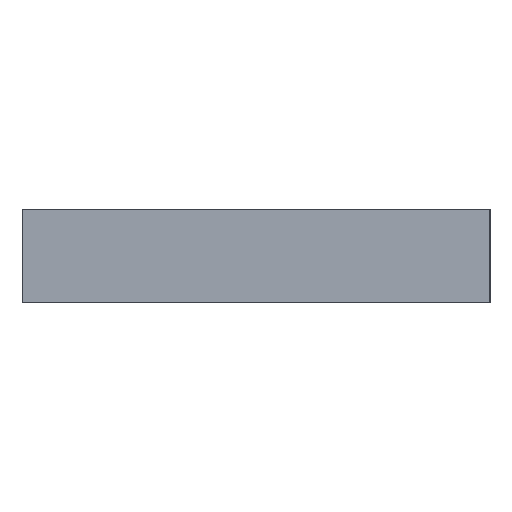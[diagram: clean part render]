
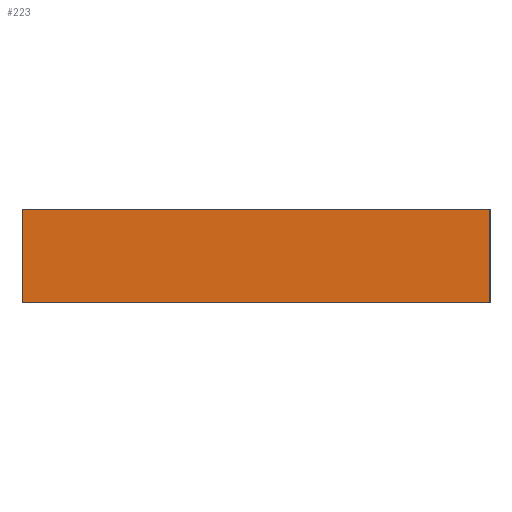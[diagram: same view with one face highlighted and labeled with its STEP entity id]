
A CAD part, left-side view. The second image highlights one B-rep face of the part: STEP entity #223.
In plain terms, the highlighted planar face has unit normal (-1, 0, 0).
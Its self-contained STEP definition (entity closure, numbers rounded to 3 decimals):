
#28=PLANE('',#260);
#41=FACE_OUTER_BOUND('',#56,.T.);
#56=EDGE_LOOP('',(#190,#191,#192,#193));
#71=LINE('',#366,#88);
#79=LINE('',#381,#96);
#80=LINE('',#383,#97);
#81=LINE('',#384,#98);
#88=VECTOR('',#307,10.);
#96=VECTOR('',#319,10.);
#97=VECTOR('',#322,10.);
#98=VECTOR('',#323,10.);
#120=VERTEX_POINT('',#363);
#121=VERTEX_POINT('',#365);
#125=VERTEX_POINT('',#377);
#126=VERTEX_POINT('',#379);
#143=EDGE_CURVE('',#120,#121,#71,.T.);
#151=EDGE_CURVE('',#125,#126,#79,.T.);
#152=EDGE_CURVE('',#120,#125,#80,.T.);
#153=EDGE_CURVE('',#121,#126,#81,.T.);
#190=ORIENTED_EDGE('',*,*,#152,.T.);
#191=ORIENTED_EDGE('',*,*,#151,.T.);
#192=ORIENTED_EDGE('',*,*,#153,.F.);
#193=ORIENTED_EDGE('',*,*,#143,.F.);
#223=ADVANCED_FACE('',(#41),#28,.T.);
#260=AXIS2_PLACEMENT_3D('',#382,#320,#321);
#307=DIRECTION('',(0.,0.,1.));
#319=DIRECTION('',(0.,0.,1.));
#320=DIRECTION('center_axis',(-1.,0.,0.));
#321=DIRECTION('ref_axis',(0.,-1.,0.));
#322=DIRECTION('',(0.,-1.,0.));
#323=DIRECTION('',(0.,-1.,0.));
#363=CARTESIAN_POINT('',(0.,25.,0.));
#365=CARTESIAN_POINT('',(0.,25.,5.));
#366=CARTESIAN_POINT('',(0.,25.,0.));
#377=CARTESIAN_POINT('',(0.,0.,0.));
#379=CARTESIAN_POINT('',(0.,0.,5.));
#381=CARTESIAN_POINT('',(0.,0.,0.));
#382=CARTESIAN_POINT('Origin',(0.,25.,0.));
#383=CARTESIAN_POINT('',(0.,25.,0.));
#384=CARTESIAN_POINT('',(0.,25.,5.));
